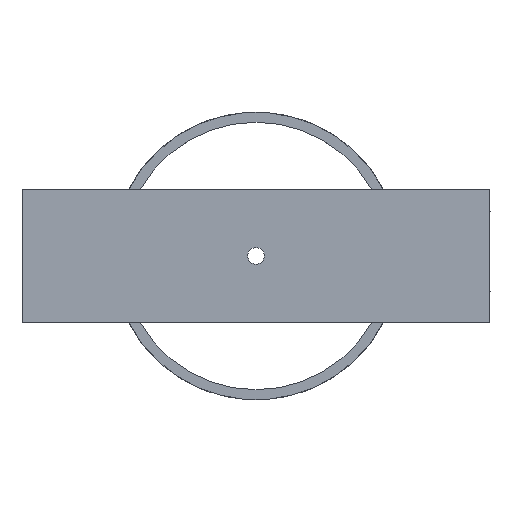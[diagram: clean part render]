
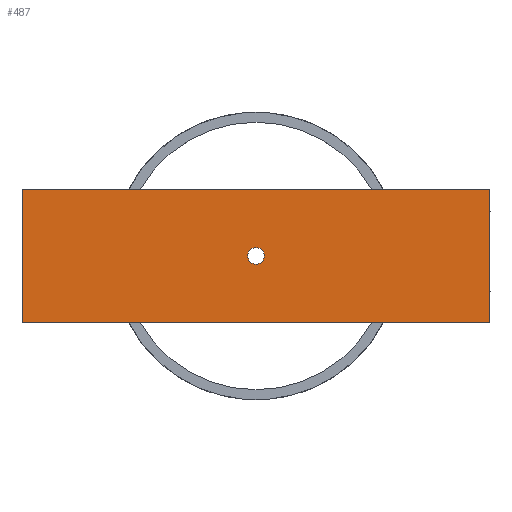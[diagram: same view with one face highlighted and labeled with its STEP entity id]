
A CAD part, top view. The second image highlights one B-rep face of the part: STEP entity #487.
In plain terms, the highlighted planar face has unit normal (0, 0, 1).
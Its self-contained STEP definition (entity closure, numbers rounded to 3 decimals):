
#24=FACE_BOUND('',#88,.T.);
#36=PLANE('',#539);
#56=FACE_OUTER_BOUND('',#87,.T.);
#87=EDGE_LOOP('',(#410,#411,#412,#413));
#88=EDGE_LOOP('',(#414));
#123=LINE('',#755,#170);
#134=LINE('',#793,#181);
#137=LINE('',#798,#184);
#138=LINE('',#800,#185);
#170=VECTOR('',#607,10.);
#181=VECTOR('',#648,10.);
#184=VECTOR('',#653,10.);
#185=VECTOR('',#656,10.);
#205=CIRCLE('',#536,2.5);
#237=VERTEX_POINT('',#752);
#238=VERTEX_POINT('',#754);
#249=VERTEX_POINT('',#788);
#250=VERTEX_POINT('',#792);
#251=VERTEX_POINT('',#796);
#289=EDGE_CURVE('',#238,#237,#123,.T.);
#306=EDGE_CURVE('',#249,#249,#205,.T.);
#308=EDGE_CURVE('',#250,#238,#134,.T.);
#311=EDGE_CURVE('',#237,#251,#137,.T.);
#312=EDGE_CURVE('',#251,#250,#138,.T.);
#410=ORIENTED_EDGE('',*,*,#289,.T.);
#411=ORIENTED_EDGE('',*,*,#311,.T.);
#412=ORIENTED_EDGE('',*,*,#312,.T.);
#413=ORIENTED_EDGE('',*,*,#308,.T.);
#414=ORIENTED_EDGE('',*,*,#306,.T.);
#487=ADVANCED_FACE('',(#56,#24),#36,.T.);
#536=AXIS2_PLACEMENT_3D('',#789,#643,#644);
#539=AXIS2_PLACEMENT_3D('',#799,#654,#655);
#607=DIRECTION('',(-1.,0.,0.));
#643=DIRECTION('center_axis',(0.,0.,-1.));
#644=DIRECTION('ref_axis',(-1.,0.,0.));
#648=DIRECTION('',(0.,1.,0.));
#653=DIRECTION('',(0.,-1.,0.));
#654=DIRECTION('center_axis',(0.,0.,1.));
#655=DIRECTION('ref_axis',(-1.,0.,0.));
#656=DIRECTION('',(1.,0.,0.));
#752=CARTESIAN_POINT('',(-70.,20.,23.));
#754=CARTESIAN_POINT('',(70.,20.,23.));
#755=CARTESIAN_POINT('',(-70.,20.,23.));
#788=CARTESIAN_POINT('',(2.5,0.,23.));
#789=CARTESIAN_POINT('Origin',(0.,0.,23.));
#792=CARTESIAN_POINT('',(70.,-20.,23.));
#793=CARTESIAN_POINT('',(70.,20.,23.));
#796=CARTESIAN_POINT('',(-70.,-20.,23.));
#798=CARTESIAN_POINT('',(-70.,-20.,23.));
#799=CARTESIAN_POINT('Origin',(0.,0.,
23.));
#800=CARTESIAN_POINT('',(70.,-20.,23.));
